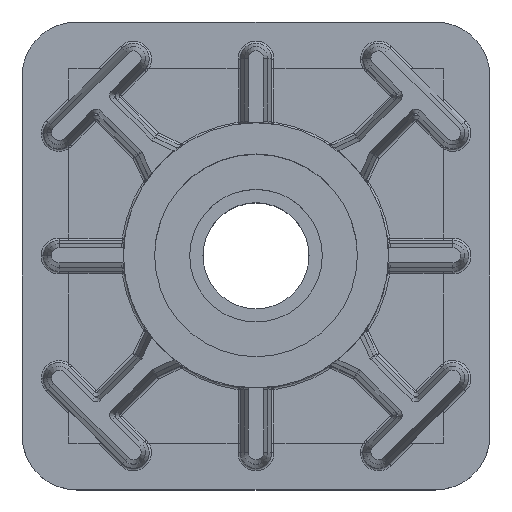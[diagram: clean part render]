
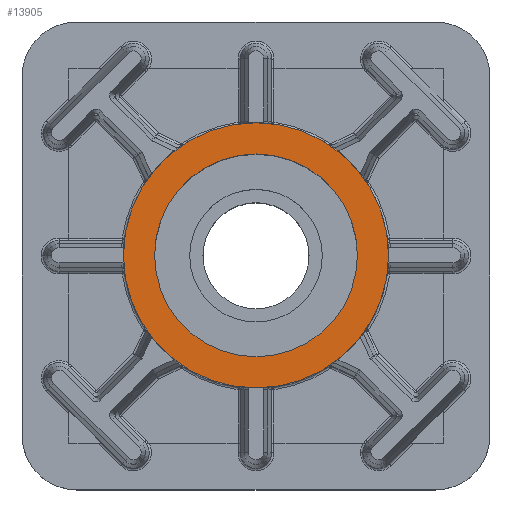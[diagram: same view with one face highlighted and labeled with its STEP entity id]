
A CAD part, top view. The second image highlights one B-rep face of the part: STEP entity #13905.
In plain terms, the highlighted planar face has unit normal (0, 0, 1).
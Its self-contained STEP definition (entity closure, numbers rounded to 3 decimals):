
#656 = EDGE_CURVE ( 'NONE', #8476, #13317, #9682, .T. ) ;
#749 = ORIENTED_EDGE ( 'NONE', *, *, #656, .T. ) ;
#1151 = ORIENTED_EDGE ( 'NONE', *, *, #7302, .F. ) ;
#1227 = ORIENTED_EDGE ( 'NONE', *, *, #14851, .T. ) ;
#2270 = DIRECTION ( 'NONE',  ( 0., 0., 1. ) ) ;
#2338 = CIRCLE ( 'NONE', #11093, 13. ) ;
#2567 = CARTESIAN_POINT ( 'NONE',  ( 0., 0., 55. ) ) ;
#2963 = DIRECTION ( 'NONE',  ( 0., 0., 1. ) ) ;
#3449 = CARTESIAN_POINT ( 'NONE',  ( 0., 0., 55. ) ) ;
#3451 = FACE_OUTER_BOUND ( 'NONE', #3831, .T. ) ;
#3831 = EDGE_LOOP ( 'NONE', ( #1227, #749 ) ) ;
#3844 = DIRECTION ( 'NONE',  ( 1., 0., 0. ) ) ;
#4270 = CARTESIAN_POINT ( 'NONE',  ( 0., 0., 55. ) ) ;
#4675 = DIRECTION ( 'NONE',  ( 1., 0., 0. ) ) ;
#4775 = CARTESIAN_POINT ( 'NONE',  ( 13., 0., 55. ) ) ;
#5155 = CARTESIAN_POINT ( 'NONE',  ( 17., 0., 55. ) ) ;
#5476 = DIRECTION ( 'NONE',  ( 1., 0., 0. ) ) ;
#5931 = PLANE ( 'NONE',  #11615 ) ;
#6284 = FACE_BOUND ( 'NONE', #7513, .T. ) ;
#6521 = CARTESIAN_POINT ( 'NONE',  ( -13., 0., 55. ) ) ;
#6751 = AXIS2_PLACEMENT_3D ( 'NONE', #2567, #11092, #3844 ) ;
#7302 = EDGE_CURVE ( 'NONE', #10637, #12521, #2338, .T. ) ;
#7513 = EDGE_LOOP ( 'NONE', ( #1151, #10996 ) ) ;
#8476 = VERTEX_POINT ( 'NONE', #5155 ) ;
#9682 = CIRCLE ( 'NONE', #6751, 17. ) ;
#10080 = AXIS2_PLACEMENT_3D ( 'NONE', #3449, #11939, #4675 ) ;
#10205 = CARTESIAN_POINT ( 'NONE',  ( 0., 0., 55. ) ) ;
#10352 = CARTESIAN_POINT ( 'NONE',  ( -17., 0., 55. ) ) ;
#10636 = CIRCLE ( 'NONE', #10080, 17. ) ;
#10637 = VERTEX_POINT ( 'NONE', #6521 ) ;
#10780 = DIRECTION ( 'NONE',  ( 1., 0., 0. ) ) ;
#10996 = ORIENTED_EDGE ( 'NONE', *, *, #12799, .F. ) ;
#11092 = DIRECTION ( 'NONE',  ( 0., 0., 1. ) ) ;
#11093 = AXIS2_PLACEMENT_3D ( 'NONE', #10205, #2963, #11483 ) ;
#11483 = DIRECTION ( 'NONE',  ( 1., 0., 0. ) ) ;
#11615 = AXIS2_PLACEMENT_3D ( 'NONE', #14444, #2270, #10780 ) ;
#11939 = DIRECTION ( 'NONE',  ( 0., 0., 1. ) ) ;
#12486 = CIRCLE ( 'NONE', #13379, 13. ) ;
#12521 = VERTEX_POINT ( 'NONE', #4775 ) ;
#12793 = DIRECTION ( 'NONE',  ( 0., 0., 1. ) ) ;
#12799 = EDGE_CURVE ( 'NONE', #12521, #10637, #12486, .T. ) ;
#13317 = VERTEX_POINT ( 'NONE', #10352 ) ;
#13379 = AXIS2_PLACEMENT_3D ( 'NONE', #4270, #12793, #5476 ) ;
#13905 = ADVANCED_FACE ( 'NONE', ( #6284, #3451 ), #5931, .T. ) ;
#14444 = CARTESIAN_POINT ( 'NONE',  ( 0., 0., 55. ) ) ;
#14851 = EDGE_CURVE ( 'NONE', #13317, #8476, #10636, .T. ) ;
